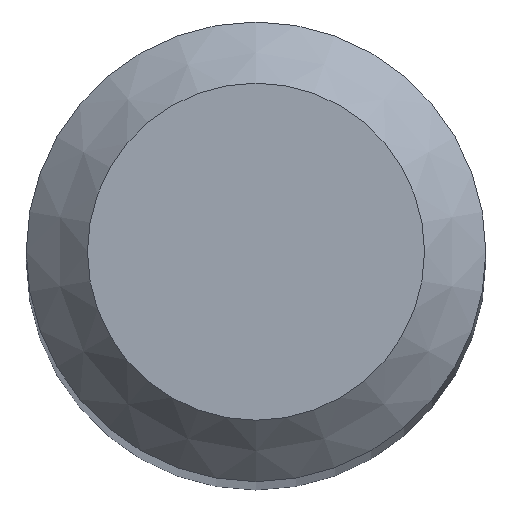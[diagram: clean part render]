
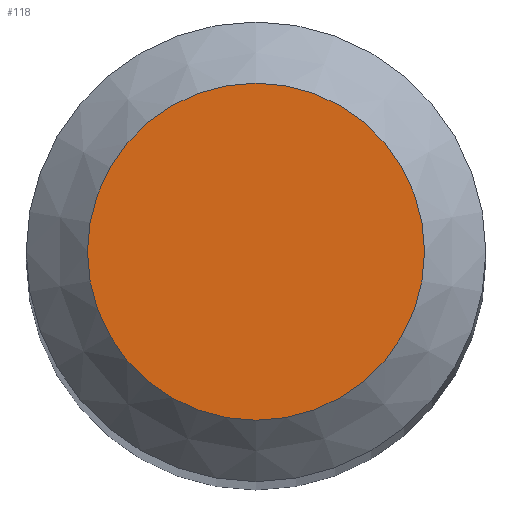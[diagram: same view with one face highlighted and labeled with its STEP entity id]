
A CAD part, top view. The second image highlights one B-rep face of the part: STEP entity #118.
In plain terms, the highlighted planar face has unit normal (0, 0, 1).
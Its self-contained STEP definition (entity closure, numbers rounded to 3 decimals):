
#7 = EDGE_LOOP ( 'NONE', ( #112 ) ) ;
#14 = CARTESIAN_POINT ( 'NONE',  ( 0., 0., 43. ) ) ;
#16 = PLANE ( 'NONE',  #253 ) ;
#22 = DIRECTION ( 'NONE',  ( 0., 1., 0. ) ) ;
#26 = CARTESIAN_POINT ( 'NONE',  ( 0., 0., 43. ) ) ;
#40 = DIRECTION ( 'NONE',  ( 0., 1., 0. ) ) ;
#64 = DIRECTION ( 'NONE',  ( 0., 0., -1. ) ) ;
#88 = CIRCLE ( 'NONE', #147, 1.1 ) ;
#112 = ORIENTED_EDGE ( 'NONE', *, *, #229, .F. ) ;
#118 = ADVANCED_FACE ( 'NONE', ( #254 ), #16, .F. ) ;
#147 = AXIS2_PLACEMENT_3D ( 'NONE', #26, #64, #22 ) ;
#178 = DIRECTION ( 'NONE',  ( 0., 0., -1. ) ) ;
#185 = VERTEX_POINT ( 'NONE', #188 ) ;
#188 = CARTESIAN_POINT ( 'NONE',  ( 0., 1.1, 43. ) ) ;
#229 = EDGE_CURVE ( 'NONE', #185, #185, #88, .T. ) ;
#253 = AXIS2_PLACEMENT_3D ( 'NONE', #14, #178, #40 ) ;
#254 = FACE_OUTER_BOUND ( 'NONE', #7, .T. ) ;
